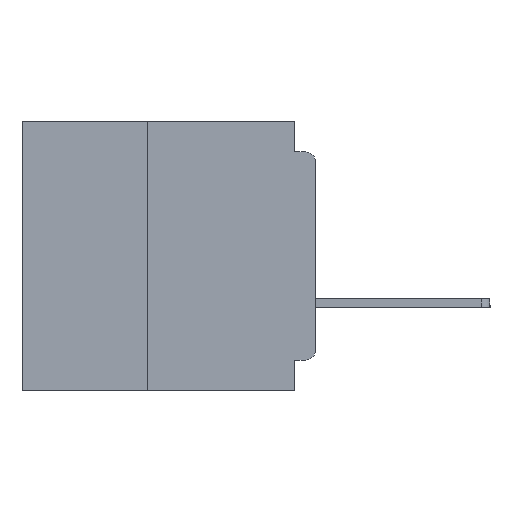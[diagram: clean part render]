
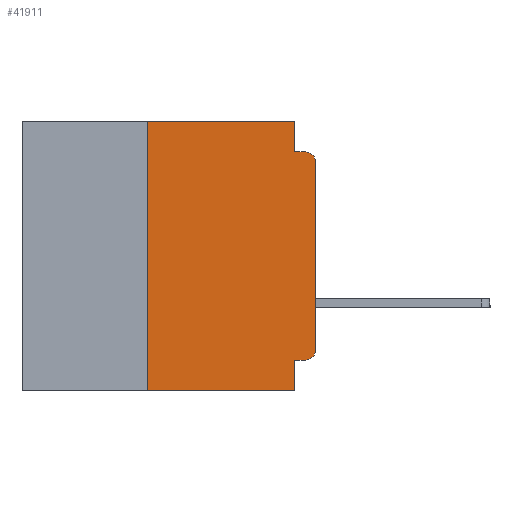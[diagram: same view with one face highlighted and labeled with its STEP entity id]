
A CAD part, left-side view. The second image highlights one B-rep face of the part: STEP entity #41911.
In plain terms, the highlighted planar face has unit normal (-1, 0, 0).
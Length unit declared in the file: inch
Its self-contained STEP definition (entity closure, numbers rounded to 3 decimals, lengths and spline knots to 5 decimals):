
#153 = CIRCLE ( 'NONE', #23216, 0.015 ) ;
#765 = DIRECTION ( 'NONE',  ( -1., 0., 0. ) ) ;
#1242 = VECTOR ( 'NONE', #2767, 39.37008 ) ;
#1607 = AXIS2_PLACEMENT_3D ( 'NONE', #35753, #14323, #39338 ) ;
#1628 = CARTESIAN_POINT ( 'NONE',  ( 0., 0.031, -0.355 ) ) ;
#2343 = LINE ( 'NONE', #24431, #1242 ) ;
#2533 = CARTESIAN_POINT ( 'NONE',  ( 0., 0., -0.355 ) ) ;
#2767 = DIRECTION ( 'NONE',  ( 0., 0., -1. ) ) ;
#2868 = LINE ( 'NONE', #35338, #13601 ) ;
#3836 = ORIENTED_EDGE ( 'NONE', *, *, #14541, .T. ) ;
#5692 = CARTESIAN_POINT ( 'NONE',  ( 0., 0., -0.045 ) ) ;
#6086 = CIRCLE ( 'NONE', #1607, 0.015 ) ;
#7070 = ORIENTED_EDGE ( 'NONE', *, *, #40881, .F. ) ;
#8251 = CARTESIAN_POINT ( 'NONE',  ( 0., 0.437, 0. ) ) ;
#9050 = CARTESIAN_POINT ( 'NONE',  ( 0., 0.031, -0.045 ) ) ;
#10143 = VECTOR ( 'NONE', #35504, 39.37008 ) ;
#10280 = FACE_OUTER_BOUND ( 'NONE', #36613, .T. ) ;
#10821 = VERTEX_POINT ( 'NONE', #9050 ) ;
#10823 = ORIENTED_EDGE ( 'NONE', *, *, #38662, .T. ) ;
#10963 = VECTOR ( 'NONE', #16826, 39.37008 ) ;
#11018 = LINE ( 'NONE', #23592, #28942 ) ;
#11277 = CARTESIAN_POINT ( 'NONE',  ( 0., 0.25, 0. ) ) ;
#11516 = CARTESIAN_POINT ( 'NONE',  ( 0., 0., -0.34 ) ) ;
#11613 = EDGE_CURVE ( 'NONE', #42897, #10821, #34904, .T. ) ;
#11897 = DIRECTION ( 'NONE',  ( 0., 0., -1. ) ) ;
#12748 = EDGE_CURVE ( 'NONE', #10821, #15687, #12941, .T. ) ;
#12941 = LINE ( 'NONE', #5692, #41465 ) ;
#13601 = VECTOR ( 'NONE', #13893, 39.37008 ) ;
#13893 = DIRECTION ( 'NONE',  ( 0., -1., 0. ) ) ;
#14072 = CARTESIAN_POINT ( 'NONE',  ( 0., 0., 0. ) ) ;
#14323 = DIRECTION ( 'NONE',  ( -1., 0., 0. ) ) ;
#14541 = EDGE_CURVE ( 'NONE', #23172, #15687, #153, .T. ) ;
#14894 = EDGE_CURVE ( 'NONE', #26493, #26108, #2343, .T. ) ;
#14920 = VERTEX_POINT ( 'NONE', #38839 ) ;
#15687 = VERTEX_POINT ( 'NONE', #35967 ) ;
#16826 = DIRECTION ( 'NONE',  ( 0., 1., 0. ) ) ;
#16938 = DIRECTION ( 'NONE',  ( 0., 0., -1. ) ) ;
#17097 = CARTESIAN_POINT ( 'NONE',  ( 0., 0.031, 0. ) ) ;
#19013 = EDGE_CURVE ( 'NONE', #31503, #23172, #29203, .T. ) ;
#19532 = VECTOR ( 'NONE', #43306, 39.37008 ) ;
#20428 = LINE ( 'NONE', #2533, #10963 ) ;
#20652 = LINE ( 'NONE', #39573, #19532 ) ;
#21850 = CARTESIAN_POINT ( 'NONE',  ( 0., 0.015, -0.355 ) ) ;
#22262 = CARTESIAN_POINT ( 'NONE',  ( 0., 0.015, -0.06 ) ) ;
#23103 = VECTOR ( 'NONE', #16938, 39.37008 ) ;
#23172 = VERTEX_POINT ( 'NONE', #27735 ) ;
#23216 = AXIS2_PLACEMENT_3D ( 'NONE', #22262, #765, #25856 ) ;
#23592 = CARTESIAN_POINT ( 'NONE',  ( 0., 0.25, -0.4 ) ) ;
#24431 = CARTESIAN_POINT ( 'NONE',  ( 0., 0.031, -0.4 ) ) ;
#25856 = DIRECTION ( 'NONE',  ( 0., 0., -1. ) ) ;
#26108 = VERTEX_POINT ( 'NONE', #28221 ) ;
#26493 = VERTEX_POINT ( 'NONE', #1628 ) ;
#27219 = DIRECTION ( 'NONE',  ( 0., 0., 1. ) ) ;
#27735 = CARTESIAN_POINT ( 'NONE',  ( 0., 0., -0.06 ) ) ;
#28221 = CARTESIAN_POINT ( 'NONE',  ( 0., 0.031, -0.4 ) ) ;
#28942 = VECTOR ( 'NONE', #27219, 39.37008 ) ;
#29203 = LINE ( 'NONE', #14072, #10143 ) ;
#29739 = PLANE ( 'NONE',  #33581 ) ;
#31465 = ORIENTED_EDGE ( 'NONE', *, *, #46052, .F. ) ;
#31503 = VERTEX_POINT ( 'NONE', #11516 ) ;
#33357 = DIRECTION ( 'NONE',  ( 1., 0., 0. ) ) ;
#33581 = AXIS2_PLACEMENT_3D ( 'NONE', #8251, #33357, #11897 ) ;
#34012 = ORIENTED_EDGE ( 'NONE', *, *, #11613, .F. ) ;
#34251 = DIRECTION ( 'NONE',  ( 0., -1., 0. ) ) ;
#34604 = ORIENTED_EDGE ( 'NONE', *, *, #14894, .F. ) ;
#34904 = LINE ( 'NONE', #17097, #23103 ) ;
#35338 = CARTESIAN_POINT ( 'NONE',  ( 0., 0.437, 0. ) ) ;
#35504 = DIRECTION ( 'NONE',  ( 0., 0., 1. ) ) ;
#35753 = CARTESIAN_POINT ( 'NONE',  ( 0., 0.015, -0.34 ) ) ;
#35967 = CARTESIAN_POINT ( 'NONE',  ( 0., 0.015, -0.045 ) ) ;
#36613 = EDGE_LOOP ( 'NONE', ( #46009, #3836, #38517, #34012, #43817, #31465, #38850, #34604, #7070, #10823 ) ) ;
#38155 = VERTEX_POINT ( 'NONE', #21850 ) ;
#38517 = ORIENTED_EDGE ( 'NONE', *, *, #12748, .F. ) ;
#38662 = EDGE_CURVE ( 'NONE', #38155, #31503, #6086, .T. ) ;
#38839 = CARTESIAN_POINT ( 'NONE',  ( 0., 0.25, -0.4 ) ) ;
#38850 = ORIENTED_EDGE ( 'NONE', *, *, #43652, .T. ) ;
#39338 = DIRECTION ( 'NONE',  ( 0., 0., -1. ) ) ;
#39573 = CARTESIAN_POINT ( 'NONE',  ( 0., 0.437, -0.4 ) ) ;
#40881 = EDGE_CURVE ( 'NONE', #38155, #26493, #20428, .T. ) ;
#41465 = VECTOR ( 'NONE', #34251, 39.37008 ) ;
#41911 = ADVANCED_FACE ( 'NONE', ( #10280 ), #29739, .F. ) ;
#42272 = EDGE_CURVE ( 'NONE', #43658, #42897, #2868, .T. ) ;
#42897 = VERTEX_POINT ( 'NONE', #45727 ) ;
#43306 = DIRECTION ( 'NONE',  ( 0., -1., 0. ) ) ;
#43652 = EDGE_CURVE ( 'NONE', #14920, #26108, #20652, .T. ) ;
#43658 = VERTEX_POINT ( 'NONE', #11277 ) ;
#43817 = ORIENTED_EDGE ( 'NONE', *, *, #42272, .F. ) ;
#45727 = CARTESIAN_POINT ( 'NONE',  ( 0., 0.031, 0. ) ) ;
#46009 = ORIENTED_EDGE ( 'NONE', *, *, #19013, .T. ) ;
#46052 = EDGE_CURVE ( 'NONE', #14920, #43658, #11018, .T. ) ;
